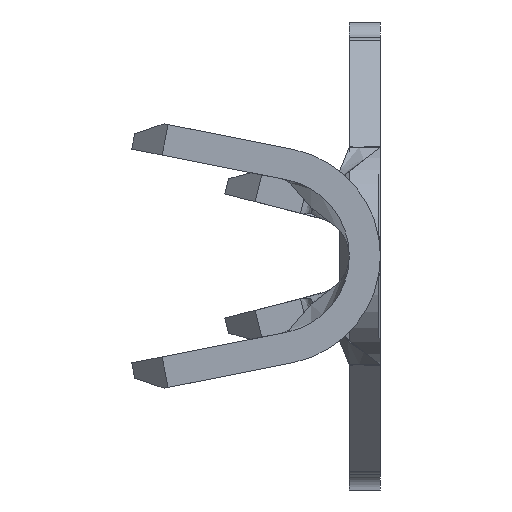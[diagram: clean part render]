
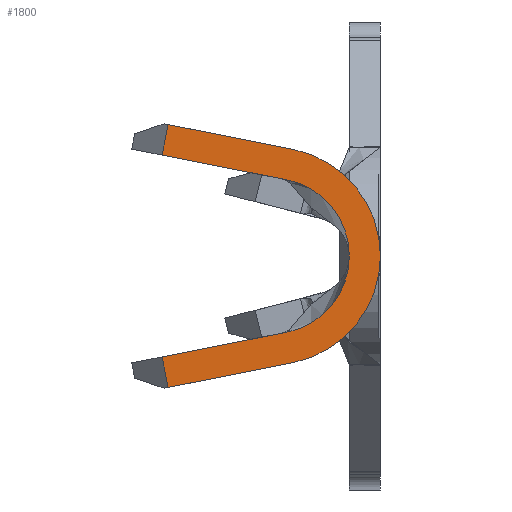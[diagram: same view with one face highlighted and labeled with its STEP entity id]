
A CAD part, left-side view. The second image highlights one B-rep face of the part: STEP entity #1800.
In plain terms, the highlighted planar face has unit normal (-1, 0, 0).
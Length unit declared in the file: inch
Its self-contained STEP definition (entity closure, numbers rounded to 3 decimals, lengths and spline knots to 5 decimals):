
#8 = ORIENTED_EDGE ( 'NONE', *, *, #3780, .T. ) ;
#29 = CARTESIAN_POINT ( 'NONE',  ( -0.467, 0.07, 0. ) ) ;
#172 = AXIS2_PLACEMENT_3D ( 'NONE', #2048, #4276, #6485 ) ;
#201 = VERTEX_POINT ( 'NONE', #1982 ) ;
#252 = CARTESIAN_POINT ( 'NONE',  ( -0.467, 0.05644, 0.06867 ) ) ;
#546 = VECTOR ( 'NONE', #6148, 39.37008 ) ;
#577 = CARTESIAN_POINT ( 'NONE',  ( -0.467, 0.05644, -0.06867 ) ) ;
#604 = CARTESIAN_POINT ( 'NONE',  ( -0.467, 0.13844, -0.07467 ) ) ;
#691 = LINE ( 'NONE', #2912, #1331 ) ;
#874 = ORIENTED_EDGE ( 'NONE', *, *, #4846, .T. ) ;
#873 = VECTOR ( 'NONE', #1097, 39.37008 ) ;
#894 = DIRECTION ( 'NONE',  ( 0., 0., 1. ) ) ;
#1025 = VERTEX_POINT ( 'NONE', #5345 ) ;
#1097 = DIRECTION ( 'NONE',  ( 0., 0.981, -0.194 ) ) ;
#1110 = VECTOR ( 'NONE', #3896, 39.37008 ) ;
#1226 = VECTOR ( 'NONE', #2823, 39.37008 ) ;
#1331 = VECTOR ( 'NONE', #5129, 39.37008 ) ;
#1416 = DIRECTION ( 'NONE',  ( 0., -0.981, 0.194 ) ) ;
#1583 = VERTEX_POINT ( 'NONE', #6911 ) ;
#1669 = CARTESIAN_POINT ( 'NONE',  ( -0.467, 0.06032, 0.04905 ) ) ;
#1717 = LINE ( 'NONE', #3938, #546 ) ;
#1800 = ADVANCED_FACE ( 'NONE', ( #4816 ), #7017, .T. ) ;
#1982 = CARTESIAN_POINT ( 'NONE',  ( -0.467, 0.14038, -0.06486 ) ) ;
#2041 = EDGE_CURVE ( 'NONE', #6989, #5652, #691, .T. ) ;
#2048 = CARTESIAN_POINT ( 'NONE',  ( -0.467, 0.07, 0. ) ) ;
#2239 = DIRECTION ( 'NONE',  ( -1., 0., 0. ) ) ;
#2532 = VERTEX_POINT ( 'NONE', #3050 ) ;
#2638 = AXIS2_PLACEMENT_3D ( 'NONE', #3663, #5876, #894 ) ;
#2664 = VERTEX_POINT ( 'NONE', #2681 ) ;
#2681 = CARTESIAN_POINT ( 'NONE',  ( -0.467, 0.06032, -0.04905 ) ) ;
#2823 = DIRECTION ( 'NONE',  ( 0., -0.194, -0.981 ) ) ;
#2912 = CARTESIAN_POINT ( 'NONE',  ( -0.467, 0.05644, 0.06867 ) ) ;
#2964 = CIRCLE ( 'NONE', #7014, 0.07 ) ;
#3050 = CARTESIAN_POINT ( 'NONE',  ( -0.467, 0.1365, -0.08448 ) ) ;
#3629 = ORIENTED_EDGE ( 'NONE', *, *, #5844, .T. ) ;
#3663 = CARTESIAN_POINT ( 'NONE',  ( -0.467, 0.07, 0. ) ) ;
#3696 = ORIENTED_EDGE ( 'NONE', *, *, #5586, .T. ) ;
#3757 = VERTEX_POINT ( 'NONE', #577 ) ;
#3780 = EDGE_CURVE ( 'NONE', #201, #2532, #5584, .T. ) ;
#3868 = LINE ( 'NONE', #6081, #873 ) ;
#3896 = DIRECTION ( 'NONE',  ( 0., -0.981, -0.194 ) ) ;
#3938 = CARTESIAN_POINT ( 'NONE',  ( -0.467, 0.14038, 0.06486 ) ) ;
#4187 = LINE ( 'NONE', #6397, #6789 ) ;
#4276 = DIRECTION ( 'NONE',  ( -1., 0., 0. ) ) ;
#4464 = DIRECTION ( 'NONE',  ( 0., 0., 1. ) ) ;
#4816 = FACE_OUTER_BOUND ( 'NONE', #5101, .T. ) ;
#4846 = EDGE_CURVE ( 'NONE', #1583, #2664, #5765, .T. ) ;
#4938 = ORIENTED_EDGE ( 'NONE', *, *, #5674, .T. ) ;
#5058 = EDGE_CURVE ( 'NONE', #3757, #6989, #2964, .T. ) ;
#5101 = EDGE_LOOP ( 'NONE', ( #6524, #6181, #3629, #874, #3696, #8, #4938, #6067 ) ) ;
#5129 = DIRECTION ( 'NONE',  ( 0., 0.981, 0.194 ) ) ;
#5345 = CARTESIAN_POINT ( 'NONE',  ( -0.467, 0.14038, 0.06486 ) ) ;
#5584 = LINE ( 'NONE', #604, #1226 ) ;
#5586 = EDGE_CURVE ( 'NONE', #2664, #201, #3868, .T. ) ;
#5652 = VERTEX_POINT ( 'NONE', #5669 ) ;
#5669 = CARTESIAN_POINT ( 'NONE',  ( -0.467, 0.1365, 0.08448 ) ) ;
#5674 = EDGE_CURVE ( 'NONE', #2532, #3757, #4187, .T. ) ;
#5765 = CIRCLE ( 'NONE', #2638, 0.05 ) ;
#5844 = EDGE_CURVE ( 'NONE', #1025, #1583, #6650, .T. ) ;
#5876 = DIRECTION ( 'NONE',  ( 1., 0., 0. ) ) ;
#6067 = ORIENTED_EDGE ( 'NONE', *, *, #5058, .T. ) ;
#6081 = CARTESIAN_POINT ( 'NONE',  ( -0.467, 0.06032, -0.04905 ) ) ;
#6148 = DIRECTION ( 'NONE',  ( 0., 0.194, -0.981 ) ) ;
#6181 = ORIENTED_EDGE ( 'NONE', *, *, #6437, .T. ) ;
#6397 = CARTESIAN_POINT ( 'NONE',  ( -0.467, 0.05644, -0.06867 ) ) ;
#6437 = EDGE_CURVE ( 'NONE', #5652, #1025, #1717, .T. ) ;
#6485 = DIRECTION ( 'NONE',  ( 0., 0., 1. ) ) ;
#6524 = ORIENTED_EDGE ( 'NONE', *, *, #2041, .T. ) ;
#6650 = LINE ( 'NONE', #1669, #1110 ) ;
#6789 = VECTOR ( 'NONE', #1416, 39.37008 ) ;
#6911 = CARTESIAN_POINT ( 'NONE',  ( -0.467, 0.06032, 0.04905 ) ) ;
#6989 = VERTEX_POINT ( 'NONE', #252 ) ;
#7014 = AXIS2_PLACEMENT_3D ( 'NONE', #29, #2239, #4464 ) ;
#7017 = PLANE ( 'NONE',  #172 ) ;
